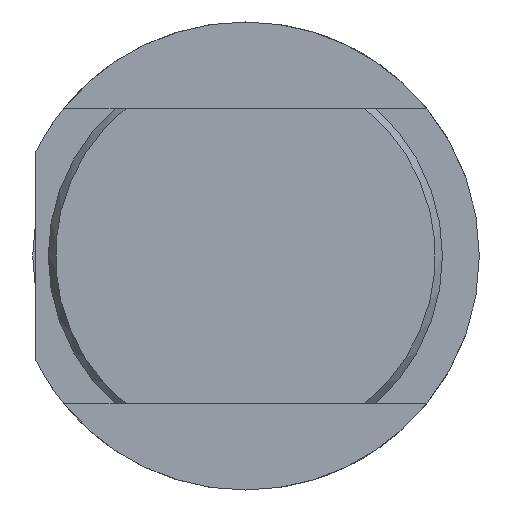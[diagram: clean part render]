
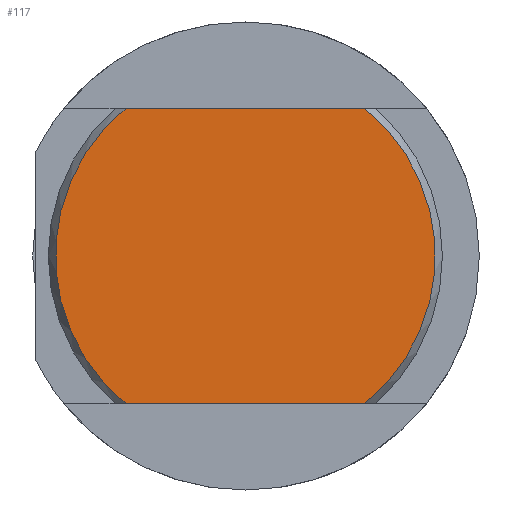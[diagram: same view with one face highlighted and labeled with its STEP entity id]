
A CAD part, left-side view. The second image highlights one B-rep face of the part: STEP entity #117.
In plain terms, the highlighted planar face has unit normal (-1, 0, 0).
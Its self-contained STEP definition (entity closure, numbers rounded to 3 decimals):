
#117 = ADVANCED_FACE ( 'NONE', ( #1052 ), #3775, .F. ) ;
#182 = EDGE_LOOP ( 'NONE', ( #1910, #1869, #1893, #1853 ) ) ;
#216 = AXIS2_PLACEMENT_3D ( 'NONE', #3778, #3774, #3773 ) ;
#326 = AXIS2_PLACEMENT_3D ( 'NONE', #2523, #2527, #2528 ) ;
#389 = AXIS2_PLACEMENT_3D ( 'NONE', #2704, #2717, #2718 ) ;
#532 = EDGE_CURVE ( 'NONE', #3245, #3550, #1306, .T. ) ;
#585 = EDGE_CURVE ( 'NONE', #3245, #3604, #1336, .T. ) ;
#596 = EDGE_CURVE ( 'NONE', #3575, #3550, #1341, .T. ) ;
#662 = EDGE_CURVE ( 'NONE', #3575, #3604, #1394, .T. ) ;
#1052 = FACE_OUTER_BOUND ( 'NONE', #182, .T. ) ;
#1306 = CIRCLE ( 'NONE', #326, 7.711 ) ;
#1336 = LINE ( 'NONE', #2579, #1337 ) ;
#1337 = VECTOR ( 'NONE', #2580, 1000. ) ;
#1341 = LINE ( 'NONE', #2596, #1342 ) ;
#1342 = VECTOR ( 'NONE', #2597, 1000. ) ;
#1394 = CIRCLE ( 'NONE', #389, 7.711 ) ;
#1853 = ORIENTED_EDGE ( 'NONE', *, *, #596, .F. ) ;
#1869 = ORIENTED_EDGE ( 'NONE', *, *, #585, .F. ) ;
#1893 = ORIENTED_EDGE ( 'NONE', *, *, #532, .T. ) ;
#1910 = ORIENTED_EDGE ( 'NONE', *, *, #662, .T. ) ;
#2523 = CARTESIAN_POINT ( 'NONE',  ( 0., 0., 0. ) ) ;
#2527 = DIRECTION ( 'NONE',  ( -1., 0., 0. ) ) ;
#2528 = DIRECTION ( 'NONE',  ( 0., 0., -1. ) ) ;
#2579 = CARTESIAN_POINT ( 'NONE',  ( 0., 7.365, 6. ) ) ;
#2580 = DIRECTION ( 'NONE',  ( 0., -1., 0. ) ) ;
#2596 = CARTESIAN_POINT ( 'NONE',  ( 0., 7.365, -6. ) ) ;
#2597 = DIRECTION ( 'NONE',  ( 0., 1., 0. ) ) ;
#2704 = CARTESIAN_POINT ( 'NONE',  ( 0., 0., 0. ) ) ;
#2717 = DIRECTION ( 'NONE',  ( -1., 0., 0. ) ) ;
#2718 = DIRECTION ( 'NONE',  ( 0., 0., -1. ) ) ;
#2915 = CARTESIAN_POINT ( 'NONE',  ( 0., 4.844, 6. ) ) ;
#3016 = CARTESIAN_POINT ( 'NONE',  ( 0., 4.844, -6. ) ) ;
#3041 = CARTESIAN_POINT ( 'NONE',  ( 0., -4.844, -6. ) ) ;
#3069 = CARTESIAN_POINT ( 'NONE',  ( 0., -4.844, 6. ) ) ;
#3245 = VERTEX_POINT ( 'NONE', #2915 ) ;
#3550 = VERTEX_POINT ( 'NONE', #3016 ) ;
#3575 = VERTEX_POINT ( 'NONE', #3041 ) ;
#3604 = VERTEX_POINT ( 'NONE', #3069 ) ;
#3773 = DIRECTION ( 'NONE',  ( 0., 0., -1. ) ) ;
#3774 = DIRECTION ( 'NONE',  ( 1., 0., 0. ) ) ;
#3775 = PLANE ( 'NONE',  #216 ) ;
#3778 = CARTESIAN_POINT ( 'NONE',  ( 0., 0., 0. ) ) ;
